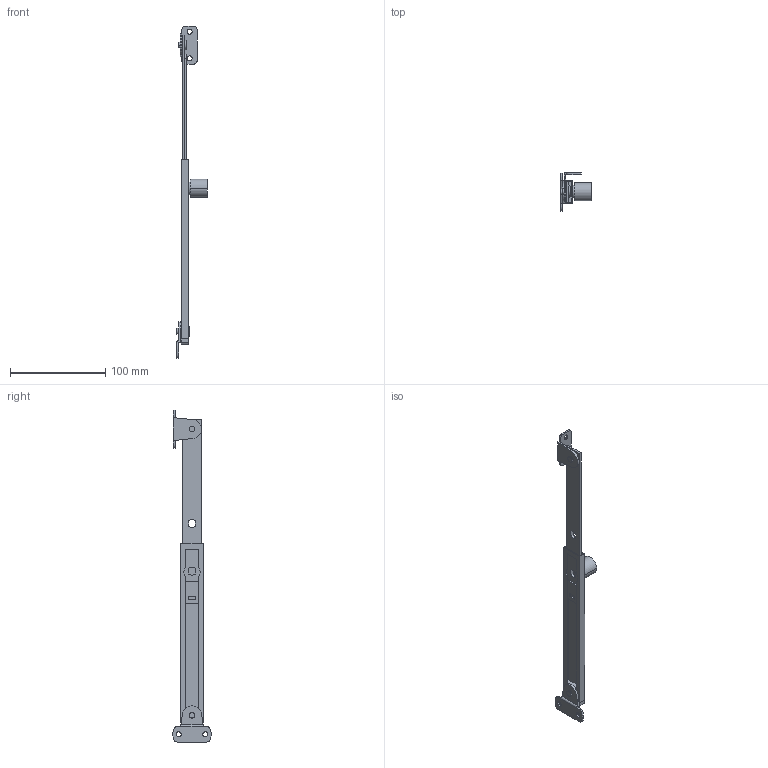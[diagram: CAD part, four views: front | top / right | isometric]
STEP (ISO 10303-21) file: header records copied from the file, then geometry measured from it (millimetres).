
FILE_DESCRIPTION (( 'STEP AP203' ), '1' );
FILE_NAME ('Žº‰ª•ÏŠ·.STEP', '2012-06-07T03:58:25', ( '' ), ( '' ), 'SwSTEP 2.0', 'SolidWorks 2011', '' );
FILE_SCHEMA (( 'CONFIG_CONTROL_DESIGN' ));
Length unit declared in the file: millimetre
Products named in the file (10): B-1475-2-2僽儔働僢僩L1_; B-1475-2-2僗僥乕僺儞_; B-1475-2-2ナイロンワッシャー_; B-1475-2-2僄儞僪僉儍僢僾_; B-1475-2-2僽儔働僢僩Z2_; 室岡変換; B-1475-2-2僣儅儈_; B-1475-2-2傾乕儉_; B-1475-2-2傾乕儉僺儞_; B-1475-2-2僗僥乕_
Assembly tree (9 placements, depth 2):
  室岡変換
    B-1475-2-2僗僥乕_
    B-1475-2-2僽儔働僢僩Z2_
    B-1475-2-2僗僥乕僺儞_
    B-1475-2-2ナイロンワッシャー_
    B-1475-2-2傾乕儉僺儞_
    B-1475-2-2傾乕儉_
    B-1475-2-2僽儔働僢僩L1_
    B-1475-2-2僄儞僪僉儍僢僾_
    B-1475-2-2僣儅儈_
Bounding box: 32.1 x 39.86 x 348 mm (x, y, z)
Volume: 32045.2 mm3; surface area: 35633.4 mm2
Topology: 9 solids, 9 shells, 146 faces, 357 edges, 236 vertices
Faces by surface type: plane 78, cylinder 65, torus 3
Entity records: 5450 total; most frequent: DIRECTION 802, CARTESIAN_POINT 763, ORIENTED_EDGE 714, EDGE_CURVE 357, AXIS2_PLACEMENT_3D 291, VERTEX_POINT 236, VECTOR 220, LINE 220
